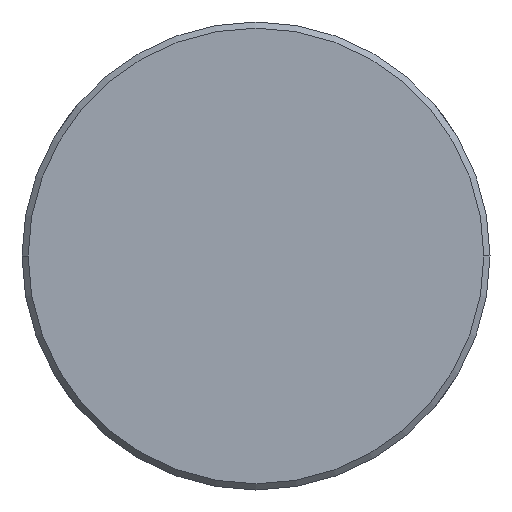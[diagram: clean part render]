
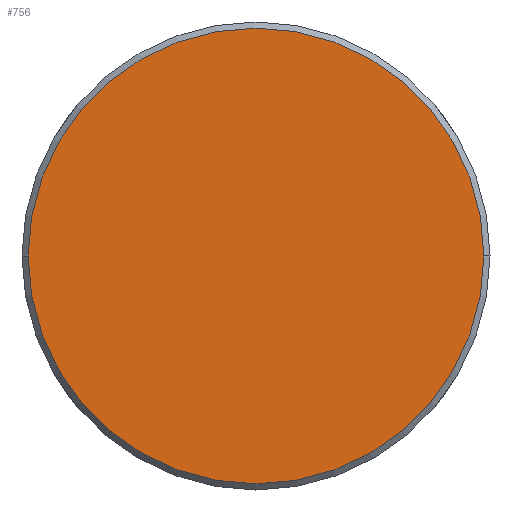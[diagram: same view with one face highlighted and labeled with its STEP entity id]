
A CAD part, left-side view. The second image highlights one B-rep face of the part: STEP entity #756.
In plain terms, the highlighted planar face has unit normal (-1, 0, 0).
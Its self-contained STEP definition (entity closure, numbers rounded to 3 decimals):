
#5 = AXIS2_PLACEMENT_3D ( 'NONE', #193, #1145, #517 ) ;
#31 = AXIS2_PLACEMENT_3D ( 'NONE', #534, #539, #954 ) ;
#193 = CARTESIAN_POINT ( 'NONE',  ( -126.75, 0., 0. ) ) ;
#232 = ORIENTED_EDGE ( 'NONE', *, *, #1094, .T. ) ;
#249 = VERTEX_POINT ( 'NONE', #935 ) ;
#316 = CIRCLE ( 'NONE', #31, 18.5 ) ;
#330 = FACE_OUTER_BOUND ( 'NONE', #467, .T. ) ;
#426 = CARTESIAN_POINT ( 'NONE',  ( -126.75, -18.5, 0. ) ) ;
#467 = EDGE_LOOP ( 'NONE', ( #232, #1115 ) ) ;
#486 = DIRECTION ( 'NONE',  ( 1., 0., 0. ) ) ;
#495 = VERTEX_POINT ( 'NONE', #426 ) ;
#517 = DIRECTION ( 'NONE',  ( 0., 1., 0. ) ) ;
#534 = CARTESIAN_POINT ( 'NONE',  ( -126.75, 0., 0. ) ) ;
#539 = DIRECTION ( 'NONE',  ( -1., 0., 0. ) ) ;
#571 = CIRCLE ( 'NONE', #5, 18.5 ) ;
#756 = ADVANCED_FACE ( 'NONE', ( #330 ), #993, .F. ) ;
#897 = CARTESIAN_POINT ( 'NONE',  ( -126.75, -18.722, 18.722 ) ) ;
#917 = EDGE_CURVE ( 'NONE', #495, #249, #571, .T. ) ;
#935 = CARTESIAN_POINT ( 'NONE',  ( -126.75, 18.5, 0. ) ) ;
#954 = DIRECTION ( 'NONE',  ( 0., 1., 0. ) ) ;
#993 = PLANE ( 'NONE',  #1265 ) ;
#1094 = EDGE_CURVE ( 'NONE', #249, #495, #316, .T. ) ;
#1115 = ORIENTED_EDGE ( 'NONE', *, *, #917, .T. ) ;
#1145 = DIRECTION ( 'NONE',  ( -1., 0., 0. ) ) ;
#1265 = AXIS2_PLACEMENT_3D ( 'NONE', #897, #486, #1321 ) ;
#1321 = DIRECTION ( 'NONE',  ( 0., 0., -1. ) ) ;
